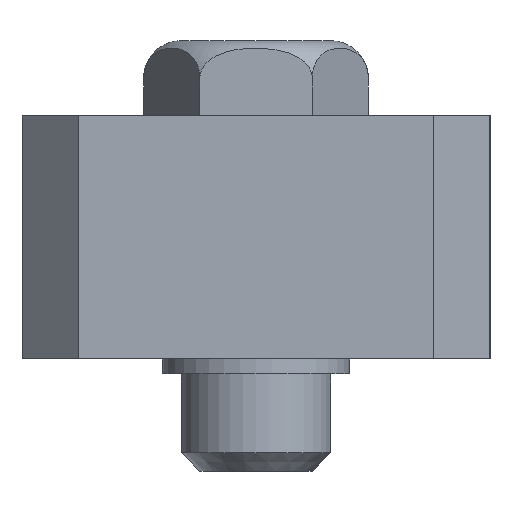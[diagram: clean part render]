
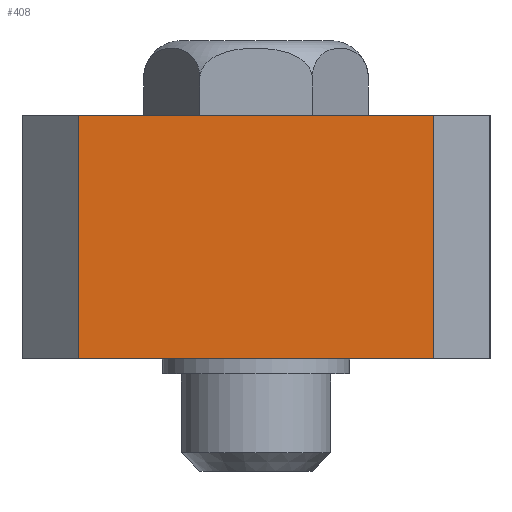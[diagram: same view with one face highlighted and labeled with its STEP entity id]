
A CAD part, left-side view. The second image highlights one B-rep face of the part: STEP entity #408.
In plain terms, the highlighted planar face has unit normal (-1, 0, 0).
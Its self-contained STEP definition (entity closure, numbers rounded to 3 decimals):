
#62 = EDGE_CURVE ( 'NONE', #1406, #1994, #2129, .T. ) ;
#113 = DIRECTION ( 'NONE',  ( 0., -1., 0. ) ) ;
#205 = EDGE_CURVE ( 'NONE', #858, #1406, #1245, .T. ) ;
#332 = VECTOR ( 'NONE', #1061, 1000. ) ;
#398 = AXIS2_PLACEMENT_3D ( 'NONE', #2733, #1519, #655 ) ;
#408 = ADVANCED_FACE ( 'NONE', ( #2644 ), #417, .T. ) ;
#417 = PLANE ( 'NONE',  #398 ) ;
#612 = VECTOR ( 'NONE', #113, 1000. ) ;
#634 = CARTESIAN_POINT ( 'NONE',  ( 0., 22., 0. ) ) ;
#646 = CARTESIAN_POINT ( 'NONE',  ( 0., 3., -13. ) ) ;
#655 = DIRECTION ( 'NONE',  ( 0., 0., 1. ) ) ;
#731 = ORIENTED_EDGE ( 'NONE', *, *, #909, .F. ) ;
#792 = CARTESIAN_POINT ( 'NONE',  ( 0., 3., 0. ) ) ;
#858 = VERTEX_POINT ( 'NONE', #1878 ) ;
#909 = EDGE_CURVE ( 'NONE', #2534, #1994, #2728, .T. ) ;
#926 = CARTESIAN_POINT ( 'NONE',  ( 0., 3., -13. ) ) ;
#934 = CARTESIAN_POINT ( 'NONE',  ( 0., 3., 0. ) ) ;
#1061 = DIRECTION ( 'NONE',  ( 0., 0., 1. ) ) ;
#1115 = EDGE_CURVE ( 'NONE', #858, #2534, #2638, .T. ) ;
#1245 = LINE ( 'NONE', #646, #1410 ) ;
#1363 = ORIENTED_EDGE ( 'NONE', *, *, #1115, .F. ) ;
#1406 = VERTEX_POINT ( 'NONE', #2246 ) ;
#1410 = VECTOR ( 'NONE', #2723, 1000. ) ;
#1519 = DIRECTION ( 'NONE',  ( -1., 0., 0. ) ) ;
#1546 = EDGE_LOOP ( 'NONE', ( #731, #1363, #2743, #1711 ) ) ;
#1634 = DIRECTION ( 'NONE',  ( 0., 0., 1. ) ) ;
#1711 = ORIENTED_EDGE ( 'NONE', *, *, #62, .T. ) ;
#1824 = VECTOR ( 'NONE', #1634, 1000. ) ;
#1878 = CARTESIAN_POINT ( 'NONE',  ( 0., 22., -13. ) ) ;
#1994 = VERTEX_POINT ( 'NONE', #792 ) ;
#2129 = LINE ( 'NONE', #926, #1824 ) ;
#2243 = CARTESIAN_POINT ( 'NONE',  ( 0., 22., -13. ) ) ;
#2246 = CARTESIAN_POINT ( 'NONE',  ( 0., 3., -13. ) ) ;
#2534 = VERTEX_POINT ( 'NONE', #634 ) ;
#2638 = LINE ( 'NONE', #2243, #332 ) ;
#2644 = FACE_OUTER_BOUND ( 'NONE', #1546, .T. ) ;
#2723 = DIRECTION ( 'NONE',  ( 0., -1., 0. ) ) ;
#2728 = LINE ( 'NONE', #934, #612 ) ;
#2733 = CARTESIAN_POINT ( 'NONE',  ( 0., 3., -13. ) ) ;
#2743 = ORIENTED_EDGE ( 'NONE', *, *, #205, .T. ) ;
